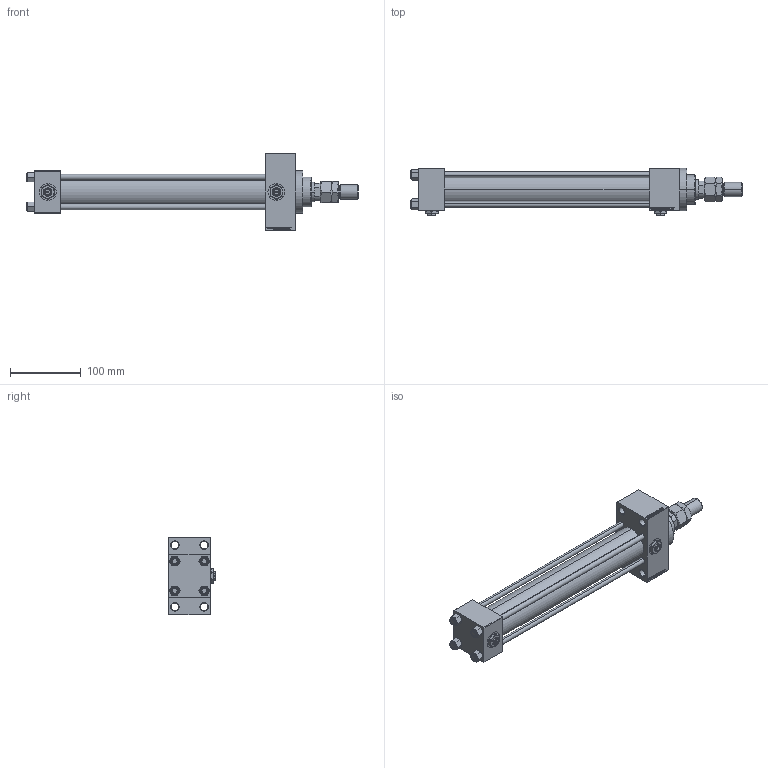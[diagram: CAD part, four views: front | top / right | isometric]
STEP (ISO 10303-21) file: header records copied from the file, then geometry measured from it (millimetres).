
FILE_DESCRIPTION (( 'STEP AP203' ), '1' );
FILE_NAME ('c1e4.STEP', '2025-09-19T10:41:54', ( '' ), ( '' ), 'SwSTEP 2.0', 'SolidWorks 2019', '' );
FILE_SCHEMA (( 'CONFIG_CONTROL_DESIGN' ));
Length unit declared in the file: millimetre
Products named in the file (8): V215_VC_A 7b86918b71eaa26ae2970f20626ad40c; c1e4; NUT_M5_D 7b86918b71eaa26ae2970f20626ad40c; V215CR_D_TYCINKA 7b86918b71eaa26ae2970f20626ad40c; V215CR_D_Body 7b86918b71eaa26ae2970f20626ad40c; V215CR_VCP_D 7b86918b71eaa26ae2970f20626ad40c; MTA 7b86918b71eaa26ae2970f20626ad40c; Zatka_pro_OIL_PORT 7b86918b71eaa26ae2970f20626ad40c
Assembly tree (14 placements, depth 2):
  c1e4
    V215CR_D_Body 7b86918b71eaa26ae2970f20626ad40c
    V215CR_VCP_D 7b86918b71eaa26ae2970f20626ad40c
    NUT_M5_D 7b86918b71eaa26ae2970f20626ad40c  x4
    V215CR_D_TYCINKA 7b86918b71eaa26ae2970f20626ad40c  x4
    V215_VC_A 7b86918b71eaa26ae2970f20626ad40c
    MTA 7b86918b71eaa26ae2970f20626ad40c
    Zatka_pro_OIL_PORT 7b86918b71eaa26ae2970f20626ad40c  x2
Bounding box: 468 x 67 x 109 mm (x, y, z)
Volume: 836004 mm3; surface area: 243015.8 mm2
Topology: 14 solids, 14 shells, 1254 faces, 3090 edges, 1980 vertices
Faces by surface type: plane 561, bspline 368, cone 212, cylinder 103, torus 10
Entity records: 50897 total; most frequent: CARTESIAN_POINT 26247, ORIENTED_EDGE 5480, DIRECTION 3638, EDGE_CURVE 2740, VERTEX_POINT 1778, VECTOR 1574, LINE 1574, EDGE_LOOP 1230
